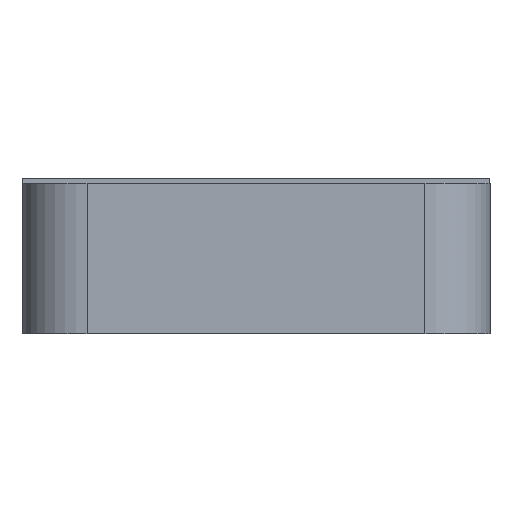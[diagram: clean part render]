
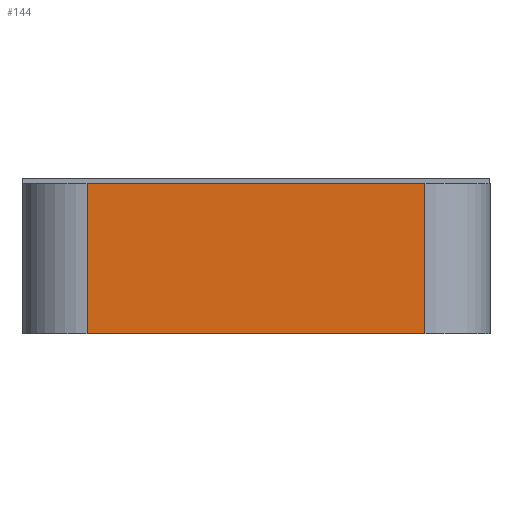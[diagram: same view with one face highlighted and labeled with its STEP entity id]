
A CAD part, front view. The second image highlights one B-rep face of the part: STEP entity #144.
In plain terms, the highlighted planar face has unit normal (0, -1, 0).
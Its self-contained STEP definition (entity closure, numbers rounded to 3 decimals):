
#28 = ORIENTED_EDGE ( 'NONE', *, *, #90, .T. ) ;
#40 = EDGE_CURVE ( 'NONE', #289, #445, #681, .T. ) ;
#90 = EDGE_CURVE ( 'NONE', #289, #309, #238, .T. ) ;
#119 = PLANE ( 'NONE',  #367 ) ;
#144 = ADVANCED_FACE ( 'NONE', ( #420 ), #119, .F. ) ;
#155 = CARTESIAN_POINT ( 'NONE',  ( 6.5, -60., 5.8 ) ) ;
#178 = EDGE_CURVE ( 'NONE', #309, #717, #361, .T. ) ;
#238 = LINE ( 'NONE', #690, #663 ) ;
#240 = CARTESIAN_POINT ( 'NONE',  ( 6.5, -60., 0. ) ) ;
#257 = CARTESIAN_POINT ( 'NONE',  ( -9., -60., 5.8 ) ) ;
#289 = VERTEX_POINT ( 'NONE', #522 ) ;
#309 = VERTEX_POINT ( 'NONE', #326 ) ;
#313 = DIRECTION ( 'NONE',  ( 0., 0., 1. ) ) ;
#318 = LINE ( 'NONE', #336, #497 ) ;
#326 = CARTESIAN_POINT ( 'NONE',  ( -6.5, -60., 0. ) ) ;
#336 = CARTESIAN_POINT ( 'NONE',  ( 6.5, -60., 5.8 ) ) ;
#347 = VECTOR ( 'NONE', #493, 1000. ) ;
#361 = LINE ( 'NONE', #811, #619 ) ;
#367 = AXIS2_PLACEMENT_3D ( 'NONE', #257, #703, #313 ) ;
#374 = DIRECTION ( 'NONE',  ( 0., 0., -1. ) ) ;
#396 = DIRECTION ( 'NONE',  ( 0., 0., 1. ) ) ;
#420 = FACE_OUTER_BOUND ( 'NONE', #732, .T. ) ;
#432 = EDGE_CURVE ( 'NONE', #717, #445, #318, .T. ) ;
#439 = DIRECTION ( 'NONE',  ( 1., 0., 0. ) ) ;
#445 = VERTEX_POINT ( 'NONE', #155 ) ;
#489 = ORIENTED_EDGE ( 'NONE', *, *, #178, .T. ) ;
#493 = DIRECTION ( 'NONE',  ( 1., 0., 0. ) ) ;
#497 = VECTOR ( 'NONE', #396, 1000. ) ;
#522 = CARTESIAN_POINT ( 'NONE',  ( -6.5, -60., 5.8 ) ) ;
#566 = ORIENTED_EDGE ( 'NONE', *, *, #40, .F. ) ;
#619 = VECTOR ( 'NONE', #439, 1000. ) ;
#663 = VECTOR ( 'NONE', #374, 1000. ) ;
#681 = LINE ( 'NONE', #685, #347 ) ;
#685 = CARTESIAN_POINT ( 'NONE',  ( -9., -60., 5.8 ) ) ;
#690 = CARTESIAN_POINT ( 'NONE',  ( -6.5, -60., 5.8 ) ) ;
#703 = DIRECTION ( 'NONE',  ( 0., 1., 0. ) ) ;
#717 = VERTEX_POINT ( 'NONE', #240 ) ;
#730 = ORIENTED_EDGE ( 'NONE', *, *, #432, .T. ) ;
#732 = EDGE_LOOP ( 'NONE', ( #489, #730, #566, #28 ) ) ;
#811 = CARTESIAN_POINT ( 'NONE',  ( -9., -60., 0. ) ) ;
